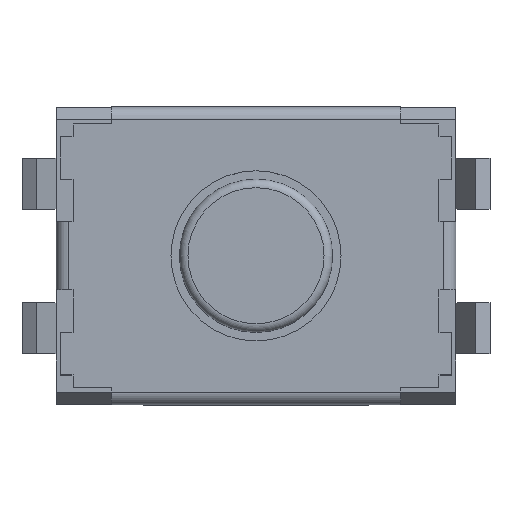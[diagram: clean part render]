
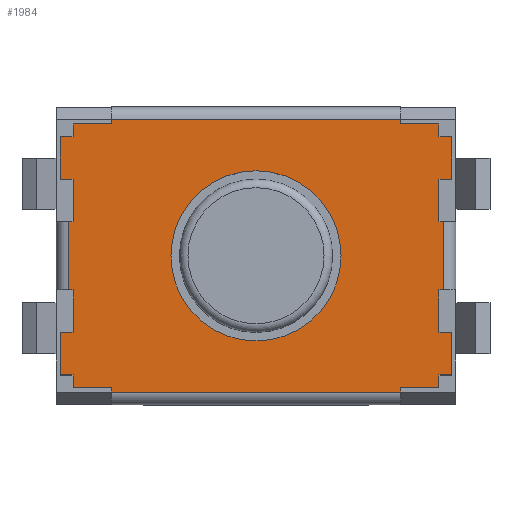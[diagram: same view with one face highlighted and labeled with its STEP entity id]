
A CAD part, top view. The second image highlights one B-rep face of the part: STEP entity #1984.
In plain terms, the highlighted planar face has unit normal (0, 0, 1).
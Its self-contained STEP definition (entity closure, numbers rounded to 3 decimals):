
#13=DIRECTION('',(0.,0.,1.));
#27=VECTOR('',#28,1.);
#28=DIRECTION('',(1.,0.,0.));
#42=DIRECTION('',(0.,-1.,0.));
#56=DIRECTION('',(0.,1.,0.));
#76=VECTOR('',#77,1.);
#77=DIRECTION('',(0.,-1.,0.));
#84=VECTOR('',#85,1.);
#85=DIRECTION('',(-1.,0.,0.));
#114=VECTOR('',#56,1.);
#140=VECTOR('',#141,1.);
#141=DIRECTION('',(-1.,0.,0.));
#178=VECTOR('',#42,1.);
#198=DIRECTION('',(-1.,0.,0.));
#232=VECTOR('',#233,1.);
#233=DIRECTION('',(0.,1.,0.));
#267=VECTOR('',#268,1.);
#268=DIRECTION('',(0.,-1.,0.));
#433=VECTOR('',#434,1.);
#434=DIRECTION('',(1.,0.,0.));
#602=VECTOR('',#198,1.);
#844=VECTOR('',#845,1.);
#845=DIRECTION('',(-0.,-1.,-0.));
#851=VECTOR('',#852,1.);
#852=DIRECTION('',(-1.,-0.,-0.));
#935=CARTESIAN_POINT('',(-2.2,0.4,1.65));
#1316=VERTEX_POINT('',#1317);
#1317=CARTESIAN_POINT('',(-1.7,-1.55,1.65));
#1319=ORIENTED_EDGE('',*,*,#1320,.T.);
#1320=EDGE_CURVE('',#1316,#1321,#1323,.T.);
#1321=VERTEX_POINT('',#1322);
#1322=CARTESIAN_POINT('',(-1.7,-1.6,1.65));
#1323=LINE('',#1317,#178);
#1335=EDGE_CURVE('',#1336,#1321,#1338,.T.);
#1336=VERTEX_POINT('',#1337);
#1337=CARTESIAN_POINT('',(1.7,-1.6,1.65));
#1338=LINE('',#1337,#602);
#1361=VERTEX_POINT('',#1362);
#1362=CARTESIAN_POINT('',(1.7,-1.55,1.65));
#1365=EDGE_CURVE('',#1361,#1336,#1366,.T.);
#1366=LINE('',#1362,#178);
#1432=VERTEX_POINT('',#1433);
#1433=CARTESIAN_POINT('',(-2.15,-0.4,1.65));
#1436=EDGE_CURVE('',#1432,#1437,#1439,.T.);
#1437=VERTEX_POINT('',#1438);
#1438=CARTESIAN_POINT('',(-2.2,-0.4,1.65));
#1439=LINE('',#1433,#84);
#1449=ORIENTED_EDGE('',*,*,#1450,.T.);
#1450=EDGE_CURVE('',#1432,#1451,#1453,.T.);
#1451=VERTEX_POINT('',#1452);
#1452=CARTESIAN_POINT('',(-2.15,-0.9,1.65));
#1453=LINE('',#1454,#76);
#1454=CARTESIAN_POINT('',(-2.15,1.55,1.65));
#1464=ORIENTED_EDGE('',*,*,#1465,.T.);
#1465=EDGE_CURVE('',#1451,#1466,#1468,.T.);
#1466=VERTEX_POINT('',#1467);
#1467=CARTESIAN_POINT('',(-2.3,-0.9,1.65));
#1468=LINE('',#1452,#851);
#1478=ORIENTED_EDGE('',*,*,#1479,.T.);
#1479=EDGE_CURVE('',#1466,#1480,#1482,.T.);
#1480=VERTEX_POINT('',#1481);
#1481=CARTESIAN_POINT('',(-2.3,-1.4,1.65));
#1482=LINE('',#1467,#844);
#1492=ORIENTED_EDGE('',*,*,#1493,.T.);
#1493=EDGE_CURVE('',#1480,#1494,#1496,.T.);
#1494=VERTEX_POINT('',#1495);
#1495=CARTESIAN_POINT('',(-2.15,-1.4,1.65));
#1496=LINE('',#1481,#27);
#1506=ORIENTED_EDGE('',*,*,#1507,.T.);
#1507=EDGE_CURVE('',#1494,#1508,#1453,.T.);
#1508=VERTEX_POINT('',#1509);
#1509=CARTESIAN_POINT('',(-2.15,-1.55,1.65));
#1517=ORIENTED_EDGE('',*,*,#1518,.T.);
#1518=EDGE_CURVE('',#1508,#1316,#1519,.T.);
#1519=LINE('',#1509,#27);
#1550=EDGE_CURVE('',#1551,#1437,#1552,.T.);
#1551=VERTEX_POINT('',#935);
#1552=LINE('',#935,#267);
#1581=VERTEX_POINT('',#1582);
#1582=CARTESIAN_POINT('',(-1.7,1.55,1.65));
#1585=EDGE_CURVE('',#1581,#1586,#1588,.T.);
#1586=VERTEX_POINT('',#1587);
#1587=CARTESIAN_POINT('',(-1.7,1.6,1.65));
#1588=LINE('',#1582,#232);
#1598=ORIENTED_EDGE('',*,*,#1599,.T.);
#1599=EDGE_CURVE('',#1581,#1600,#1601,.T.);
#1600=VERTEX_POINT('',#1454);
#1601=LINE('',#1602,#140);
#1602=CARTESIAN_POINT('',(2.15,1.55,1.65));
#1612=ORIENTED_EDGE('',*,*,#1613,.T.);
#1613=EDGE_CURVE('',#1600,#1614,#1453,.T.);
#1614=VERTEX_POINT('',#1615);
#1615=CARTESIAN_POINT('',(-2.15,1.4,1.65));
#1623=ORIENTED_EDGE('',*,*,#1624,.T.);
#1624=EDGE_CURVE('',#1614,#1625,#1627,.T.);
#1625=VERTEX_POINT('',#1626);
#1626=CARTESIAN_POINT('',(-2.3,1.4,1.65));
#1627=LINE('',#1615,#851);
#1637=ORIENTED_EDGE('',*,*,#1638,.T.);
#1638=EDGE_CURVE('',#1625,#1639,#1641,.T.);
#1639=VERTEX_POINT('',#1640);
#1640=CARTESIAN_POINT('',(-2.3,0.9,1.65));
#1641=LINE('',#1626,#844);
#1651=ORIENTED_EDGE('',*,*,#1652,.T.);
#1652=EDGE_CURVE('',#1639,#1653,#1655,.T.);
#1653=VERTEX_POINT('',#1654);
#1654=CARTESIAN_POINT('',(-2.15,0.9,1.65));
#1655=LINE('',#1640,#27);
#1665=ORIENTED_EDGE('',*,*,#1666,.T.);
#1666=EDGE_CURVE('',#1653,#1667,#1453,.T.);
#1667=VERTEX_POINT('',#1668);
#1668=CARTESIAN_POINT('',(-2.15,0.4,1.65));
#1676=ORIENTED_EDGE('',*,*,#1677,.T.);
#1677=EDGE_CURVE('',#1667,#1551,#1678,.T.);
#1678=LINE('',#1668,#84);
#1959=VERTEX_POINT('',#1960);
#1960=CARTESIAN_POINT('',(1.7,1.55,1.65));
#1962=ORIENTED_EDGE('',*,*,#1963,.T.);
#1963=EDGE_CURVE('',#1959,#1964,#1966,.T.);
#1964=VERTEX_POINT('',#1965);
#1965=CARTESIAN_POINT('',(1.7,1.6,1.65));
#1966=LINE('',#1960,#232);
#1978=EDGE_CURVE('',#1586,#1964,#1979,.T.);
#1979=LINE('',#1587,#433);
#1984=ADVANCED_FACE('',(#1985,#2060),#2069,.T.);
#1985=FACE_BOUND('',#1986,.T.);
#1986=EDGE_LOOP('',(#1517,#1319,#1987,#1988,#1989,#1993,#1998,#2003,#2008,#2013,#2017,#2022,#2027,#2032,#2036,#2041,#2046,#2051,#2054,#1962,#2056,#2057,#1598,#1612,#1623,#1637,#1651,#1665,#1676,#2058,#2059,#1449,#1464,#1478,#1492,#1506));
#1987=ORIENTED_EDGE('',*,*,#1335,.F.);
#1988=ORIENTED_EDGE('',*,*,#1365,.F.);
#1989=ORIENTED_EDGE('',*,*,#1990,.T.);
#1990=EDGE_CURVE('',#1361,#1991,#1519,.T.);
#1991=VERTEX_POINT('',#1992);
#1992=CARTESIAN_POINT('',(2.15,-1.55,1.65));
#1993=ORIENTED_EDGE('',*,*,#1994,.T.);
#1994=EDGE_CURVE('',#1991,#1995,#1997,.T.);
#1995=VERTEX_POINT('',#1996);
#1996=CARTESIAN_POINT('',(2.15,-1.4,1.65));
#1997=LINE('',#1992,#114);
#1998=ORIENTED_EDGE('',*,*,#1999,.F.);
#1999=EDGE_CURVE('',#2000,#1995,#2002,.T.);
#2000=VERTEX_POINT('',#2001);
#2001=CARTESIAN_POINT('',(2.3,-1.4,1.65));
#2002=LINE('',#2001,#140);
#2003=ORIENTED_EDGE('',*,*,#2004,.F.);
#2004=EDGE_CURVE('',#2005,#2000,#2007,.T.);
#2005=VERTEX_POINT('',#2006);
#2006=CARTESIAN_POINT('',(2.3,-0.9,1.65));
#2007=LINE('',#2006,#76);
#2008=ORIENTED_EDGE('',*,*,#2009,.F.);
#2009=EDGE_CURVE('',#2010,#2005,#2012,.T.);
#2010=VERTEX_POINT('',#2011);
#2011=CARTESIAN_POINT('',(2.15,-0.9,1.65));
#2012=LINE('',#2011,#27);
#2013=ORIENTED_EDGE('',*,*,#2014,.T.);
#2014=EDGE_CURVE('',#2010,#2015,#1997,.T.);
#2015=VERTEX_POINT('',#2016);
#2016=CARTESIAN_POINT('',(2.15,-0.4,1.65));
#2017=ORIENTED_EDGE('',*,*,#2018,.T.);
#2018=EDGE_CURVE('',#2015,#2019,#2021,.T.);
#2019=VERTEX_POINT('',#2020);
#2020=CARTESIAN_POINT('',(2.2,-0.4,1.65));
#2021=LINE('',#2016,#27);
#2022=ORIENTED_EDGE('',*,*,#2023,.T.);
#2023=EDGE_CURVE('',#2019,#2024,#2026,.T.);
#2024=VERTEX_POINT('',#2025);
#2025=CARTESIAN_POINT('',(2.2,0.4,1.65));
#2026=LINE('',#2020,#114);
#2027=ORIENTED_EDGE('',*,*,#2028,.F.);
#2028=EDGE_CURVE('',#2029,#2024,#2031,.T.);
#2029=VERTEX_POINT('',#2030);
#2030=CARTESIAN_POINT('',(2.15,0.4,1.65));
#2031=LINE('',#2030,#27);
#2032=ORIENTED_EDGE('',*,*,#2033,.T.);
#2033=EDGE_CURVE('',#2029,#2034,#1997,.T.);
#2034=VERTEX_POINT('',#2035);
#2035=CARTESIAN_POINT('',(2.15,0.9,1.65));
#2036=ORIENTED_EDGE('',*,*,#2037,.F.);
#2037=EDGE_CURVE('',#2038,#2034,#2040,.T.);
#2038=VERTEX_POINT('',#2039);
#2039=CARTESIAN_POINT('',(2.3,0.9,1.65));
#2040=LINE('',#2039,#140);
#2041=ORIENTED_EDGE('',*,*,#2042,.F.);
#2042=EDGE_CURVE('',#2043,#2038,#2045,.T.);
#2043=VERTEX_POINT('',#2044);
#2044=CARTESIAN_POINT('',(2.3,1.4,1.65));
#2045=LINE('',#2044,#76);
#2046=ORIENTED_EDGE('',*,*,#2047,.F.);
#2047=EDGE_CURVE('',#2048,#2043,#2050,.T.);
#2048=VERTEX_POINT('',#2049);
#2049=CARTESIAN_POINT('',(2.15,1.4,1.65));
#2050=LINE('',#2049,#27);
#2051=ORIENTED_EDGE('',*,*,#2052,.T.);
#2052=EDGE_CURVE('',#2048,#2053,#1997,.T.);
#2053=VERTEX_POINT('',#1602);
#2054=ORIENTED_EDGE('',*,*,#2055,.T.);
#2055=EDGE_CURVE('',#2053,#1959,#1601,.T.);
#2056=ORIENTED_EDGE('',*,*,#1978,.F.);
#2057=ORIENTED_EDGE('',*,*,#1585,.F.);
#2058=ORIENTED_EDGE('',*,*,#1550,.T.);
#2059=ORIENTED_EDGE('',*,*,#1436,.F.);
#2060=FACE_BOUND('',#2061,.T.);
#2061=EDGE_LOOP('',(#2062));
#2062=ORIENTED_EDGE('',*,*,#2063,.F.);
#2063=EDGE_CURVE('',#2064,#2064,#2066,.T.);
#2064=VERTEX_POINT('',#2065);
#2065=CARTESIAN_POINT('',(1.,0.,1.65));
#2066=CIRCLE('',#2067,1.);
#2067=AXIS2_PLACEMENT_3D('',#2068,#13,#28);
#2068=CARTESIAN_POINT('',(0.,0.,1.65));
#2069=PLANE('',#2070);
#2070=AXIS2_PLACEMENT_3D('',#2071,#13,#28);
#2071=CARTESIAN_POINT('',(0.,0.,1.65));
